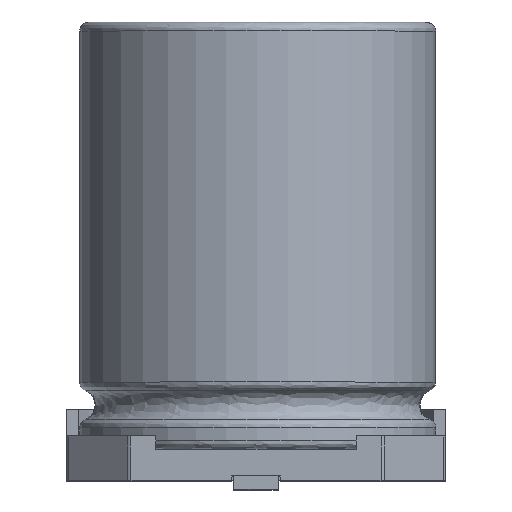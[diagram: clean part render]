
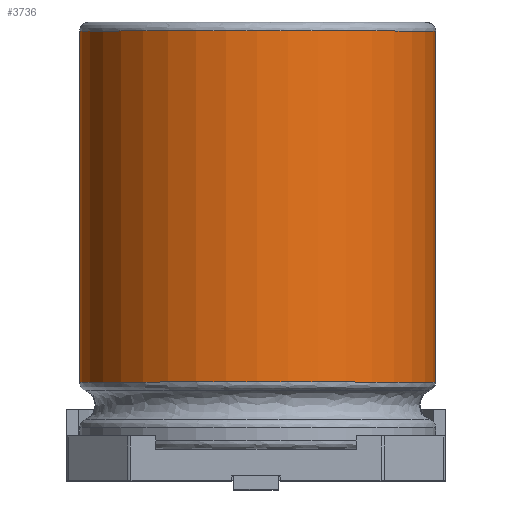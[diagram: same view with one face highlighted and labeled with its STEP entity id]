
A CAD part, top view. The second image highlights one B-rep face of the part: STEP entity #3736.
In plain terms, the highlighted cylindrical face has radius 4 mm (diameter 8 mm), a partial arc.
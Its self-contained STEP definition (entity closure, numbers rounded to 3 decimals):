
#9 = AXIS2_PLACEMENT_3D ( 'NONE', #2117, #3234, #1262 ) ;
#67 = CARTESIAN_POINT ( 'NONE',  ( 4., -4.8, 0. ) ) ;
#100 = VERTEX_POINT ( 'NONE', #1615 ) ;
#174 = EDGE_LOOP ( 'NONE', ( #2939, #594, #1774, #3512 ) ) ;
#298 = DIRECTION ( 'NONE',  ( 0., 1., 0. ) ) ;
#317 = DIRECTION ( 'NONE',  ( 1., 0., 0. ) ) ;
#371 = CARTESIAN_POINT ( 'NONE',  ( -4., -4.6, 0. ) ) ;
#421 = LINE ( 'NONE', #67, #3433 ) ;
#594 = ORIENTED_EDGE ( 'NONE', *, *, #3612, .T. ) ;
#938 = CARTESIAN_POINT ( 'NONE',  ( 4., 3.288, 0. ) ) ;
#1262 = DIRECTION ( 'NONE',  ( 1., 0., 0. ) ) ;
#1422 = CYLINDRICAL_SURFACE ( 'NONE', #9, 4. ) ;
#1615 = CARTESIAN_POINT ( 'NONE',  ( -4., 3.288, 0. ) ) ;
#1774 = ORIENTED_EDGE ( 'NONE', *, *, #3051, .T. ) ;
#1815 = DIRECTION ( 'NONE',  ( 0., -1., 0. ) ) ;
#1887 = EDGE_CURVE ( 'NONE', #100, #3063, #3454, .T. ) ;
#1945 = CIRCLE ( 'NONE', #2181, 4. ) ;
#2022 = AXIS2_PLACEMENT_3D ( 'NONE', #3513, #2069, #317 ) ;
#2053 = CARTESIAN_POINT ( 'NONE',  ( 0., -4.6, 0. ) ) ;
#2069 = DIRECTION ( 'NONE',  ( 0., -1., 0. ) ) ;
#2117 = CARTESIAN_POINT ( 'NONE',  ( 0., -4.8, 0. ) ) ;
#2181 = AXIS2_PLACEMENT_3D ( 'NONE', #2053, #298, #2342 ) ;
#2342 = DIRECTION ( 'NONE',  ( 1., 0., 0. ) ) ;
#2434 = FACE_OUTER_BOUND ( 'NONE', #174, .T. ) ;
#2714 = CARTESIAN_POINT ( 'NONE',  ( 4., -4.6, 0. ) ) ;
#2927 = CIRCLE ( 'NONE', #2022, 4. ) ;
#2938 = EDGE_CURVE ( 'NONE', #3316, #3063, #1945, .T. ) ;
#2939 = ORIENTED_EDGE ( 'NONE', *, *, #1887, .F. ) ;
#2983 = VERTEX_POINT ( 'NONE', #938 ) ;
#3051 = EDGE_CURVE ( 'NONE', #2983, #3316, #421, .T. ) ;
#3063 = VERTEX_POINT ( 'NONE', #371 ) ;
#3145 = DIRECTION ( 'NONE',  ( 0., -1., 0. ) ) ;
#3234 = DIRECTION ( 'NONE',  ( 0., -1., 0. ) ) ;
#3264 = VECTOR ( 'NONE', #3145, 1000. ) ;
#3316 = VERTEX_POINT ( 'NONE', #2714 ) ;
#3382 = CARTESIAN_POINT ( 'NONE',  ( -4., -4.8, 0. ) ) ;
#3433 = VECTOR ( 'NONE', #1815, 1000. ) ;
#3454 = LINE ( 'NONE', #3382, #3264 ) ;
#3512 = ORIENTED_EDGE ( 'NONE', *, *, #2938, .T. ) ;
#3513 = CARTESIAN_POINT ( 'NONE',  ( 0., 3.288, 0. ) ) ;
#3612 = EDGE_CURVE ( 'NONE', #100, #2983, #2927, .T. ) ;
#3736 = ADVANCED_FACE ( 'NONE', ( #2434 ), #1422, .T. ) ;
